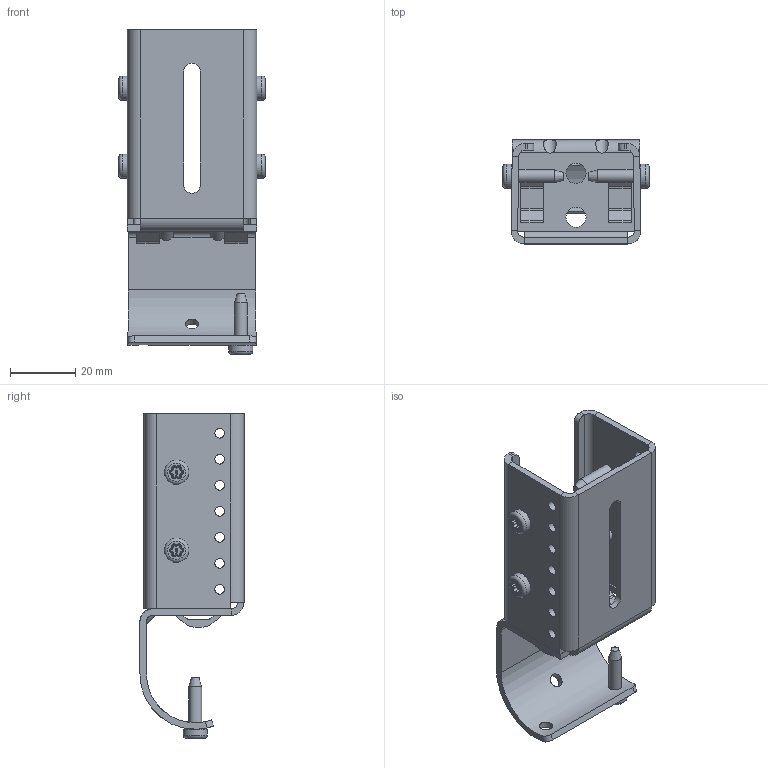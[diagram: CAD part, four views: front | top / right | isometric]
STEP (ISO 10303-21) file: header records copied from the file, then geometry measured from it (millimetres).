
FILE_DESCRIPTION(/* description */ ('STEP AP203'),/* implementation_level */ '2;1');
FILE_NAME(/* name */ '22132_KriTec_Rollenbahn_St_Aufnahme_D30.stp',/* time_stamp */ '2020-11-06T13:36:42+01:00',/* author */ ('jendrek'),/* organization */ (''),/* preprocessor_version */ 'ST-DEVELOPER v17',/* originating_system */ 'Autodesk Inventor 2018',/* authorisation */ '');
FILE_SCHEMA (('AUTOMOTIVE_DESIGN { 1 0 10303 214 3 1 1 }'));
Length unit declared in the file: millimetre
Products named in the file (3): 22132; 3; 1
Assembly tree (6 placements, depth 2):
  22132
    3
    1  x5
Bounding box: 45.01 x 32 x 99.8 mm (x, y, z)
Volume: 18758.2 mm3; surface area: 21047.7 mm2
Topology: 6 solids, 6 shells, 804 faces, 2058 edges, 1297 vertices
Faces by surface type: cylinder 257, plane 252, bspline 165, torus 125, cone 5
Full cylindrical faces by diameter (mm): 3 x14, 3.9 x5, 4.1 x7, 6.2 x2, 7.5 x5
Entity records: 10519 total; most frequent: CARTESIAN_POINT 3632, ORIENTED_EDGE 1444, DIRECTION 1380, EDGE_CURVE 722, AXIS2_PLACEMENT_3D 505, VERTEX_POINT 465, LINE 370, VECTOR 370
